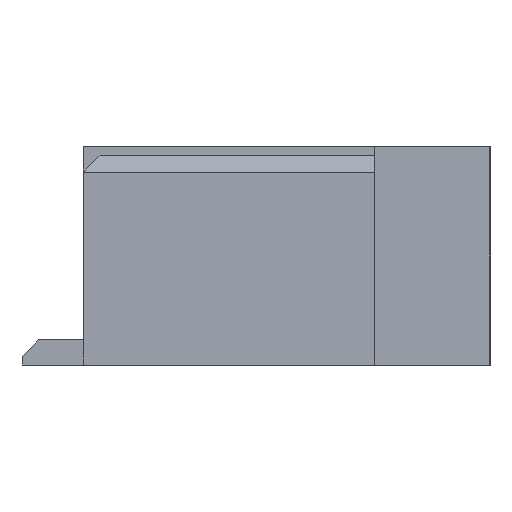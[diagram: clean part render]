
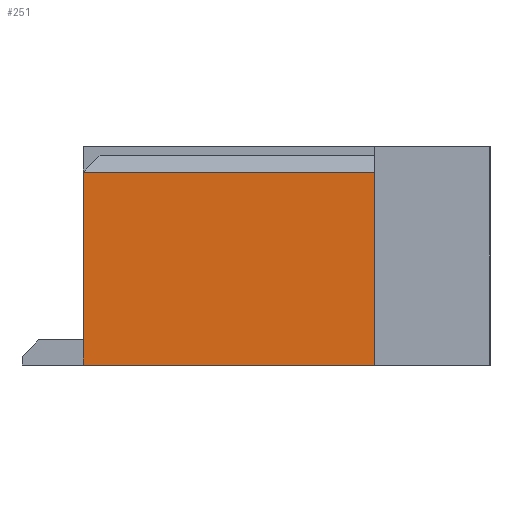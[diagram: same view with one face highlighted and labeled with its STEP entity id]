
A CAD part, left-side view. The second image highlights one B-rep face of the part: STEP entity #251.
In plain terms, the highlighted planar face has unit normal (-1, 0, 0).
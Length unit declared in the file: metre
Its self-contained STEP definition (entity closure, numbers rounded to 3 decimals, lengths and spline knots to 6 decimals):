
#251 = ADVANCED_FACE( '', ( #608 ), #609, .F. );
#608 = FACE_OUTER_BOUND( '', #1100, .T. );
#609 = PLANE( '', #1101 );
#1100 = EDGE_LOOP( '', ( #1540, #1541, #1542, #1543 ) );
#1101 = AXIS2_PLACEMENT_3D( '', #1544, #1545, #1546 );
#1540 = ORIENTED_EDGE( '', *, *, #2655, .F. );
#1541 = ORIENTED_EDGE( '', *, *, #2656, .T. );
#1542 = ORIENTED_EDGE( '', *, *, #2657, .T. );
#1543 = ORIENTED_EDGE( '', *, *, #2658, .T. );
#1544 = CARTESIAN_POINT( '', ( -0.005567, 0.000688, 0.0025 ) );
#1545 = DIRECTION( '', ( 1., 0., 0. ) );
#1546 = DIRECTION( '', ( 0., 1., 0. ) );
#2655 = EDGE_CURVE( '', #3113, #3114, #3115, .T. );
#2656 = EDGE_CURVE( '', #3113, #3116, #3117, .T. );
#2657 = EDGE_CURVE( '', #3116, #3118, #3119, .T. );
#2658 = EDGE_CURVE( '', #3118, #3114, #3120, .T. );
#3113 = VERTEX_POINT( '', #3768 );
#3114 = VERTEX_POINT( '', #3769 );
#3115 = LINE( '', #3770, #3771 );
#3116 = VERTEX_POINT( '', #3772 );
#3117 = LINE( '', #3773, #3774 );
#3118 = VERTEX_POINT( '', #3775 );
#3119 = LINE( '', #3776, #3777 );
#3120 = LINE( '', #3778, #3779 );
#3768 = CARTESIAN_POINT( '', ( -0.005567, -0.001375, 0.0023 ) );
#3769 = CARTESIAN_POINT( '', ( -0.005567, -0.001375, 0. ) );
#3770 = CARTESIAN_POINT( '', ( -0.005567, -0.001375, 0.0025 ) );
#3771 = VECTOR( '', #4633, 1. );
#3772 = CARTESIAN_POINT( '', ( -0.005567, 0.0021, 0.0023 ) );
#3773 = CARTESIAN_POINT( '', ( -0.005567, 0.0021, 0.0023 ) );
#3774 = VECTOR( '', #4634, 1. );
#3775 = CARTESIAN_POINT( '', ( -0.005567, 0.0021, 0. ) );
#3776 = CARTESIAN_POINT( '', ( -0.005567, 0.0021, 0.0025 ) );
#3777 = VECTOR( '', #4635, 1. );
#3778 = CARTESIAN_POINT( '', ( -0.005567, 0.000688, 0. ) );
#3779 = VECTOR( '', #4636, 1. );
#4633 = DIRECTION( '', ( 0., 0., -1. ) );
#4634 = DIRECTION( '', ( 0., 1., 0. ) );
#4635 = DIRECTION( '', ( 0., 0., -1. ) );
#4636 = DIRECTION( '', ( 0., -1., 0. ) );
